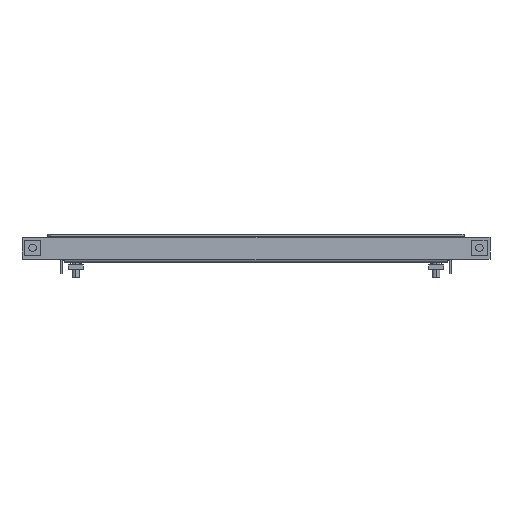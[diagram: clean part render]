
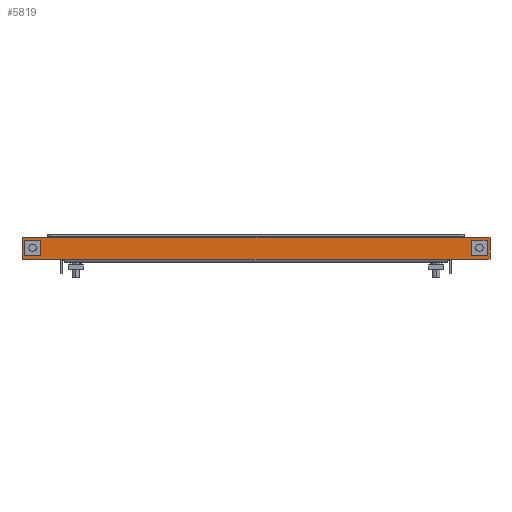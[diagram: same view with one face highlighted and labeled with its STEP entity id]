
A CAD part, left-side view. The second image highlights one B-rep face of the part: STEP entity #5819.
In plain terms, the highlighted face is planar.
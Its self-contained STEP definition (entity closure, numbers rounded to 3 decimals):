
#7 = VERTEX_POINT ( 'NONE', #4813 ) ;
#43 = LINE ( 'NONE', #933, #3427 ) ;
#58 = CARTESIAN_POINT ( 'NONE',  ( 0., 0., 0. ) ) ;
#66 = EDGE_CURVE ( 'NONE', #7, #939, #3778, .T. ) ;
#93 = EDGE_CURVE ( 'NONE', #418, #1577, #2056, .T. ) ;
#190 = EDGE_CURVE ( 'NONE', #5448, #2922, #5389, .T. ) ;
#228 = CARTESIAN_POINT ( 'NONE',  ( 0., 20.5, -383. ) ) ;
#259 = ORIENTED_EDGE ( 'NONE', *, *, #1972, .F. ) ;
#278 = FACE_OUTER_BOUND ( 'NONE', #798, .T. ) ;
#402 = VERTEX_POINT ( 'NONE', #2521 ) ;
#418 = VERTEX_POINT ( 'NONE', #1642 ) ;
#458 = EDGE_CURVE ( 'NONE', #3068, #5620, #5774, .T. ) ;
#504 = EDGE_LOOP ( 'NONE', ( #4067, #5093, #1717, #5760 ) ) ;
#517 = CARTESIAN_POINT ( 'NONE',  ( 0., 20.5, -348. ) ) ;
#519 = LINE ( 'NONE', #3679, #679 ) ;
#526 = EDGE_CURVE ( 'NONE', #402, #5620, #4947, .T. ) ;
#548 = CARTESIAN_POINT ( 'NONE',  ( 0., 6.25, -369.6 ) ) ;
#676 = CARTESIAN_POINT ( 'NONE',  ( 0., 6.25, -3.9 ) ) ;
#679 = VECTOR ( 'NONE', #998, 1000. ) ;
#725 = FACE_BOUND ( 'NONE', #504, .T. ) ;
#765 = VECTOR ( 'NONE', #1572, 1000. ) ;
#798 = EDGE_LOOP ( 'NONE', ( #259, #1447, #1551, #3640, #2078, #2215, #3005, #2943 ) ) ;
#801 = EDGE_CURVE ( 'NONE', #1577, #7, #811, .T. ) ;
#802 = CARTESIAN_POINT ( 'NONE',  ( 0., 2.5, -383. ) ) ;
#811 = LINE ( 'NONE', #3490, #1061 ) ;
#900 = DIRECTION ( 'NONE',  ( 0., 1., 0. ) ) ;
#901 = CARTESIAN_POINT ( 'NONE',  ( 0., 2.5, -362. ) ) ;
#933 = CARTESIAN_POINT ( 'NONE',  ( 0., 15.75, -3.9 ) ) ;
#939 = VERTEX_POINT ( 'NONE', #4485 ) ;
#978 = VECTOR ( 'NONE', #995, 1000. ) ;
#995 = DIRECTION ( 'NONE',  ( 0., 0., 1. ) ) ;
#998 = DIRECTION ( 'NONE',  ( 0., -1., 0. ) ) ;
#1061 = VECTOR ( 'NONE', #4283, 1000. ) ;
#1109 = CARTESIAN_POINT ( 'NONE',  ( 0., 6.25, -13.4 ) ) ;
#1148 = VERTEX_POINT ( 'NONE', #2300 ) ;
#1218 = VERTEX_POINT ( 'NONE', #5672 ) ;
#1275 = LINE ( 'NONE', #3041, #3900 ) ;
#1347 = CARTESIAN_POINT ( 'NONE',  ( 0., 0., -383. ) ) ;
#1351 = EDGE_CURVE ( 'NONE', #1148, #5554, #2205, .T. ) ;
#1393 = DIRECTION ( 'NONE',  ( 0., 0., 1. ) ) ;
#1396 = EDGE_CURVE ( 'NONE', #3251, #5456, #1275, .T. ) ;
#1447 = ORIENTED_EDGE ( 'NONE', *, *, #190, .T. ) ;
#1495 = DIRECTION ( 'NONE',  ( 0., 0., 1. ) ) ;
#1503 = DIRECTION ( 'NONE',  ( 0., 0., -1. ) ) ;
#1504 = LINE ( 'NONE', #2362, #4350 ) ;
#1551 = ORIENTED_EDGE ( 'NONE', *, *, #5014, .T. ) ;
#1566 = EDGE_CURVE ( 'NONE', #5322, #1148, #43, .T. ) ;
#1572 = DIRECTION ( 'NONE',  ( 0., 0., 1. ) ) ;
#1577 = VERTEX_POINT ( 'NONE', #548 ) ;
#1587 = DIRECTION ( 'NONE',  ( 0., 0., 1. ) ) ;
#1604 = CARTESIAN_POINT ( 'NONE',  ( 0., 2.5, -383. ) ) ;
#1614 = VECTOR ( 'NONE', #1495, 1000. ) ;
#1642 = CARTESIAN_POINT ( 'NONE',  ( 0., 6.25, -379.1 ) ) ;
#1643 = CARTESIAN_POINT ( 'NONE',  ( 0., 0., 0. ) ) ;
#1710 = DIRECTION ( 'NONE',  ( 0., 0., 1. ) ) ;
#1714 = VECTOR ( 'NONE', #4531, 1000. ) ;
#1717 = ORIENTED_EDGE ( 'NONE', *, *, #93, .T. ) ;
#1855 = VERTEX_POINT ( 'NONE', #901 ) ;
#1924 = CARTESIAN_POINT ( 'NONE',  ( 0., 20.5, 0. ) ) ;
#1972 = EDGE_CURVE ( 'NONE', #5448, #1855, #2249, .T. ) ;
#2028 = LINE ( 'NONE', #676, #1614 ) ;
#2056 = LINE ( 'NONE', #4782, #2465 ) ;
#2078 = ORIENTED_EDGE ( 'NONE', *, *, #2281, .F. ) ;
#2200 = CARTESIAN_POINT ( 'NONE',  ( 0., 2.5, -21. ) ) ;
#2205 = LINE ( 'NONE', #3566, #4266 ) ;
#2215 = ORIENTED_EDGE ( 'NONE', *, *, #526, .T. ) ;
#2242 = AXIS2_PLACEMENT_3D ( 'NONE', #1643, #2664, #1393 ) ;
#2249 = LINE ( 'NONE', #5042, #978 ) ;
#2281 = EDGE_CURVE ( 'NONE', #402, #5456, #3695, .T. ) ;
#2300 = CARTESIAN_POINT ( 'NONE',  ( 0., 15.75, -13.4 ) ) ;
#2362 = CARTESIAN_POINT ( 'NONE',  ( 0., 15.75, -3.9 ) ) ;
#2465 = VECTOR ( 'NONE', #1587, 1000. ) ;
#2478 = CARTESIAN_POINT ( 'NONE',  ( 0., 15.75, -379.1 ) ) ;
#2521 = CARTESIAN_POINT ( 'NONE',  ( 0., 20.5, 0. ) ) ;
#2664 = DIRECTION ( 'NONE',  ( -1., 0., 0. ) ) ;
#2728 = DIRECTION ( 'NONE',  ( 0., 0., -1. ) ) ;
#2795 = ORIENTED_EDGE ( 'NONE', *, *, #1351, .T. ) ;
#2841 = VECTOR ( 'NONE', #3057, 1000. ) ;
#2872 = CARTESIAN_POINT ( 'NONE',  ( 0., 2.5, 0. ) ) ;
#2922 = VERTEX_POINT ( 'NONE', #228 ) ;
#2943 = ORIENTED_EDGE ( 'NONE', *, *, #4279, .F. ) ;
#3005 = ORIENTED_EDGE ( 'NONE', *, *, #458, .F. ) ;
#3033 = VECTOR ( 'NONE', #900, 1000. ) ;
#3041 = CARTESIAN_POINT ( 'NONE',  ( 0., 20.5, -383. ) ) ;
#3057 = DIRECTION ( 'NONE',  ( 0., 0., 1. ) ) ;
#3068 = VERTEX_POINT ( 'NONE', #2200 ) ;
#3095 = ORIENTED_EDGE ( 'NONE', *, *, #5386, .T. ) ;
#3113 = LINE ( 'NONE', #4002, #1714 ) ;
#3251 = VERTEX_POINT ( 'NONE', #517 ) ;
#3310 = EDGE_LOOP ( 'NONE', ( #4376, #5667, #2795, #3095 ) ) ;
#3427 = VECTOR ( 'NONE', #2728, 1000. ) ;
#3490 = CARTESIAN_POINT ( 'NONE',  ( 0., 15.75, -369.6 ) ) ;
#3566 = CARTESIAN_POINT ( 'NONE',  ( 0., 15.75, -13.4 ) ) ;
#3640 = ORIENTED_EDGE ( 'NONE', *, *, #1396, .T. ) ;
#3679 = CARTESIAN_POINT ( 'NONE',  ( 0., 15.75, -379.1 ) ) ;
#3695 = LINE ( 'NONE', #1924, #4325 ) ;
#3710 = EDGE_CURVE ( 'NONE', #1218, #5322, #1504, .T. ) ;
#3778 = LINE ( 'NONE', #2478, #4353 ) ;
#3793 = VECTOR ( 'NONE', #4016, 1000. ) ;
#3859 = CARTESIAN_POINT ( 'NONE',  ( 0., 20.5, -35. ) ) ;
#3900 = VECTOR ( 'NONE', #1710, 1000. ) ;
#4002 = CARTESIAN_POINT ( 'NONE',  ( 0., 2.5, -383. ) ) ;
#4016 = DIRECTION ( 'NONE',  ( 0., -1., 0. ) ) ;
#4067 = ORIENTED_EDGE ( 'NONE', *, *, #66, .T. ) ;
#4160 = DIRECTION ( 'NONE',  ( 0., 1., 0. ) ) ;
#4266 = VECTOR ( 'NONE', #4502, 1000. ) ;
#4276 = DIRECTION ( 'NONE',  ( 0., 0., -1. ) ) ;
#4279 = EDGE_CURVE ( 'NONE', #1855, #3068, #3113, .T. ) ;
#4283 = DIRECTION ( 'NONE',  ( 0., 1., 0. ) ) ;
#4325 = VECTOR ( 'NONE', #1503, 1000. ) ;
#4350 = VECTOR ( 'NONE', #4160, 1000. ) ;
#4352 = LINE ( 'NONE', #5153, #765 ) ;
#4353 = VECTOR ( 'NONE', #4276, 1000. ) ;
#4376 = ORIENTED_EDGE ( 'NONE', *, *, #3710, .T. ) ;
#4485 = CARTESIAN_POINT ( 'NONE',  ( 0., 15.75, -379.1 ) ) ;
#4488 = EDGE_CURVE ( 'NONE', #939, #418, #519, .T. ) ;
#4502 = DIRECTION ( 'NONE',  ( 0., -1., 0. ) ) ;
#4531 = DIRECTION ( 'NONE',  ( 0., 0., 1. ) ) ;
#4771 = FACE_BOUND ( 'NONE', #3310, .T. ) ;
#4782 = CARTESIAN_POINT ( 'NONE',  ( 0., 6.25, -379.1 ) ) ;
#4813 = CARTESIAN_POINT ( 'NONE',  ( 0., 15.75, -369.6 ) ) ;
#4947 = LINE ( 'NONE', #58, #3793 ) ;
#5014 = EDGE_CURVE ( 'NONE', #2922, #3251, #4352, .T. ) ;
#5042 = CARTESIAN_POINT ( 'NONE',  ( 0., 2.5, -383. ) ) ;
#5075 = CARTESIAN_POINT ( 'NONE',  ( 0., 15.75, -3.9 ) ) ;
#5093 = ORIENTED_EDGE ( 'NONE', *, *, #4488, .T. ) ;
#5153 = CARTESIAN_POINT ( 'NONE',  ( 0., 20.5, -383. ) ) ;
#5274 = PLANE ( 'NONE',  #2242 ) ;
#5322 = VERTEX_POINT ( 'NONE', #5075 ) ;
#5386 = EDGE_CURVE ( 'NONE', #5554, #1218, #2028, .T. ) ;
#5389 = LINE ( 'NONE', #1347, #3033 ) ;
#5448 = VERTEX_POINT ( 'NONE', #802 ) ;
#5456 = VERTEX_POINT ( 'NONE', #3859 ) ;
#5554 = VERTEX_POINT ( 'NONE', #1109 ) ;
#5620 = VERTEX_POINT ( 'NONE', #2872 ) ;
#5667 = ORIENTED_EDGE ( 'NONE', *, *, #1566, .T. ) ;
#5672 = CARTESIAN_POINT ( 'NONE',  ( 0., 6.25, -3.9 ) ) ;
#5760 = ORIENTED_EDGE ( 'NONE', *, *, #801, .T. ) ;
#5774 = LINE ( 'NONE', #1604, #2841 ) ;
#5819 = ADVANCED_FACE ( 'NONE', ( #4771, #725, #278 ), #5274, .F. ) ;
